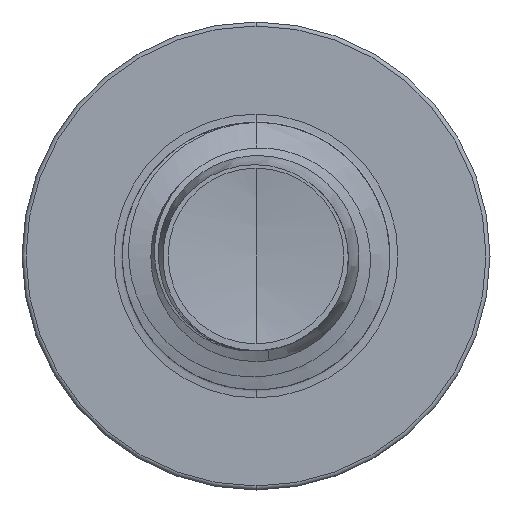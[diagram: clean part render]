
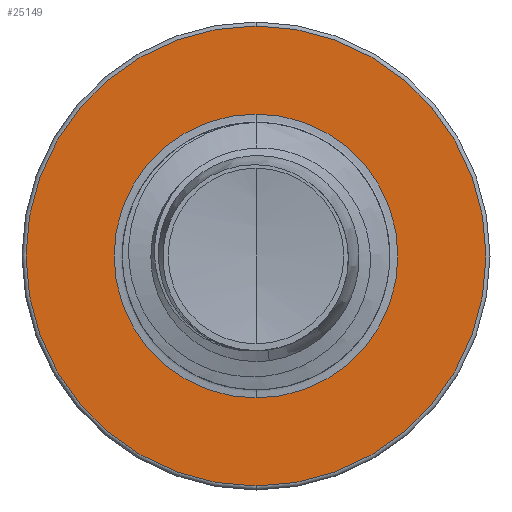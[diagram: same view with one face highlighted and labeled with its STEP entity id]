
A CAD part, front view. The second image highlights one B-rep face of the part: STEP entity #25149.
In plain terms, the highlighted planar face has unit normal (0, -1, 0).
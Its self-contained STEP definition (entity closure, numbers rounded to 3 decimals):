
#3756 = CARTESIAN_POINT ( 'NONE',  ( 0., 25., -3.186 ) ) ;
#4288 = EDGE_CURVE ( 'NONE', #26428, #9299, #7163, .T. ) ;
#5847 = EDGE_LOOP ( 'NONE', ( #12367, #28623 ) ) ;
#7163 = CIRCLE ( 'NONE', #14431, 3.186 ) ;
#9299 = VERTEX_POINT ( 'NONE', #3756 ) ;
#10357 = DIRECTION ( 'NONE',  ( 0., 1., 0. ) ) ;
#11364 = CARTESIAN_POINT ( 'NONE',  ( 0., 25., 0. ) ) ;
#11522 = AXIS2_PLACEMENT_3D ( 'NONE', #32971, #16063, #35805 ) ;
#12367 = ORIENTED_EDGE ( 'NONE', *, *, #4288, .T. ) ;
#13088 = CARTESIAN_POINT ( 'NONE',  ( 0., 25., 0. ) ) ;
#13282 = EDGE_LOOP ( 'NONE', ( #20096, #18679 ) ) ;
#13831 = EDGE_CURVE ( 'NONE', #19584, #17331, #35529, .T. ) ;
#14295 = DIRECTION ( 'NONE',  ( 0., 0., 1. ) ) ;
#14431 = AXIS2_PLACEMENT_3D ( 'NONE', #13088, #32906, #15993 ) ;
#14719 = FACE_OUTER_BOUND ( 'NONE', #13282, .T. ) ;
#14970 = AXIS2_PLACEMENT_3D ( 'NONE', #11364, #31224, #14295 ) ;
#15993 = DIRECTION ( 'NONE',  ( 0., 0., 1. ) ) ;
#16063 = DIRECTION ( 'NONE',  ( 0., 1., 0. ) ) ;
#17035 = DIRECTION ( 'NONE',  ( 0., 1., 0. ) ) ;
#17331 = VERTEX_POINT ( 'NONE', #27811 ) ;
#18679 = ORIENTED_EDGE ( 'NONE', *, *, #27414, .F. ) ;
#19584 = VERTEX_POINT ( 'NONE', #25283 ) ;
#20096 = ORIENTED_EDGE ( 'NONE', *, *, #13831, .F. ) ;
#20828 = PLANE ( 'NONE',  #32687 ) ;
#22706 = CIRCLE ( 'NONE', #14970, 5.16 ) ;
#23663 = EDGE_CURVE ( 'NONE', #9299, #26428, #25796, .T. ) ;
#23868 = CARTESIAN_POINT ( 'NONE',  ( 0., 25., 3.186 ) ) ;
#25149 = ADVANCED_FACE ( 'NONE', ( #14719, #36337 ), #20828, .F. ) ;
#25283 = CARTESIAN_POINT ( 'NONE',  ( 0., 25., 5.16 ) ) ;
#25796 = CIRCLE ( 'NONE', #27734, 3.186 ) ;
#26428 = VERTEX_POINT ( 'NONE', #23868 ) ;
#27095 = CARTESIAN_POINT ( 'NONE',  ( 0., 25., -3.186 ) ) ;
#27414 = EDGE_CURVE ( 'NONE', #17331, #19584, #22706, .T. ) ;
#27734 = AXIS2_PLACEMENT_3D ( 'NONE', #33953, #17035, #36793 ) ;
#27811 = CARTESIAN_POINT ( 'NONE',  ( 0., 25., -5.16 ) ) ;
#28623 = ORIENTED_EDGE ( 'NONE', *, *, #23663, .T. ) ;
#30276 = DIRECTION ( 'NONE',  ( 0., 0., 1. ) ) ;
#31224 = DIRECTION ( 'NONE',  ( 0., 1., 0. ) ) ;
#32687 = AXIS2_PLACEMENT_3D ( 'NONE', #27095, #10357, #30276 ) ;
#32906 = DIRECTION ( 'NONE',  ( 0., 1., 0. ) ) ;
#32971 = CARTESIAN_POINT ( 'NONE',  ( 0., 25., 0. ) ) ;
#33953 = CARTESIAN_POINT ( 'NONE',  ( 0., 25., 0. ) ) ;
#35529 = CIRCLE ( 'NONE', #11522, 5.16 ) ;
#35805 = DIRECTION ( 'NONE',  ( 0., 0., 1. ) ) ;
#36337 = FACE_BOUND ( 'NONE', #5847, .T. ) ;
#36793 = DIRECTION ( 'NONE',  ( 0., 0., 1. ) ) ;
